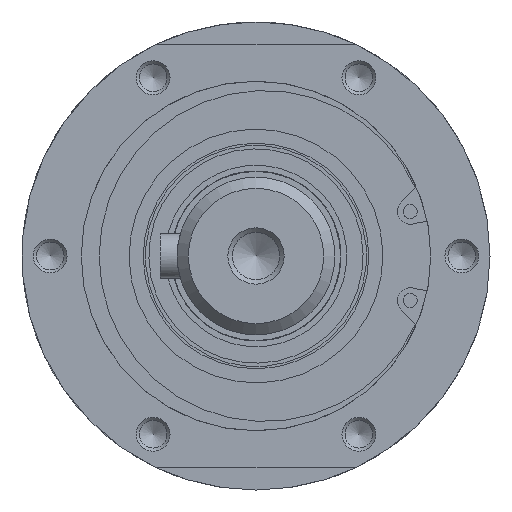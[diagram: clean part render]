
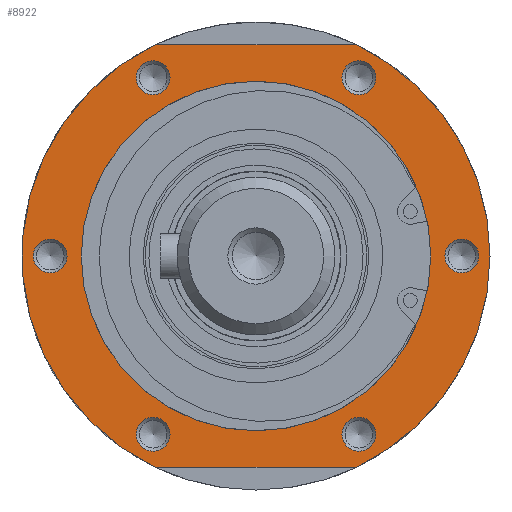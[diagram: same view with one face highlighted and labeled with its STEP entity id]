
A CAD part, left-side view. The second image highlights one B-rep face of the part: STEP entity #8922.
In plain terms, the highlighted planar face has unit normal (-1, 0, 0).
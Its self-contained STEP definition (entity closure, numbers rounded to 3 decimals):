
#183=FACE_BOUND('',#1094,.T.);
#184=FACE_BOUND('',#1095,.T.);
#185=FACE_BOUND('',#1096,.T.);
#186=FACE_BOUND('',#1097,.T.);
#187=FACE_BOUND('',#1098,.T.);
#188=FACE_BOUND('',#1099,.T.);
#189=FACE_BOUND('',#1100,.T.);
#231=PLANE('',#9602);
#516=FACE_OUTER_BOUND('',#1093,.T.);
#1093=EDGE_LOOP('',(#5704,#5705,#5706,#5707,#5708));
#1094=EDGE_LOOP('',(#5709));
#1095=EDGE_LOOP('',(#5710));
#1096=EDGE_LOOP('',(#5711));
#1097=EDGE_LOOP('',(#5712,#5713));
#1098=EDGE_LOOP('',(#5714));
#1099=EDGE_LOOP('',(#5715));
#1100=EDGE_LOOP('',(#5716));
#1697=LINE('',#13957,#2233);
#1701=LINE('',#13968,#2237);
#2233=VECTOR('',#10881,10.);
#2237=VECTOR('',#10891,10.);
#2780=CIRCLE('',#9595,41.5);
#2781=CIRCLE('',#9596,41.5);
#2782=CIRCLE('',#9597,41.5);
#2783=CIRCLE('',#9599,3.);
#2786=CIRCLE('',#9603,3.);
#2787=CIRCLE('',#9604,3.);
#2788=CIRCLE('',#9605,3.);
#2789=CIRCLE('',#9606,31.);
#2790=CIRCLE('',#9607,31.);
#2791=CIRCLE('',#9608,3.);
#2792=CIRCLE('',#9609,3.);
#3457=VERTEX_POINT('',#13954);
#3458=VERTEX_POINT('',#13956);
#3461=VERTEX_POINT('',#13965);
#3462=VERTEX_POINT('',#13967);
#3465=VERTEX_POINT('',#13975);
#3466=VERTEX_POINT('',#13981);
#3469=VERTEX_POINT('',#13989);
#3470=VERTEX_POINT('',#13991);
#3471=VERTEX_POINT('',#13993);
#3472=VERTEX_POINT('',#13995);
#3473=VERTEX_POINT('',#13996);
#3474=VERTEX_POINT('',#13999);
#3475=VERTEX_POINT('',#14001);
#4343=EDGE_CURVE('',#3458,#3457,#1697,.T.);
#4348=EDGE_CURVE('',#3462,#3461,#1701,.T.);
#4353=EDGE_CURVE('',#3465,#3457,#2780,.T.);
#4354=EDGE_CURVE('',#3458,#3461,#2781,.T.);
#4355=EDGE_CURVE('',#3462,#3465,#2782,.T.);
#4356=EDGE_CURVE('',#3466,#3466,#2783,.T.);
#4360=EDGE_CURVE('',#3469,#3469,#2786,.T.);
#4361=EDGE_CURVE('',#3470,#3470,#2787,.T.);
#4362=EDGE_CURVE('',#3471,#3471,#2788,.T.);
#4363=EDGE_CURVE('',#3472,#3473,#2789,.T.);
#4364=EDGE_CURVE('',#3473,#3472,#2790,.T.);
#4365=EDGE_CURVE('',#3474,#3474,#2791,.T.);
#4366=EDGE_CURVE('',#3475,#3475,#2792,.T.);
#5704=ORIENTED_EDGE('',*,*,#4343,.T.);
#5705=ORIENTED_EDGE('',*,*,#4353,.F.);
#5706=ORIENTED_EDGE('',*,*,#4355,.F.);
#5707=ORIENTED_EDGE('',*,*,#4348,.T.);
#5708=ORIENTED_EDGE('',*,*,#4354,.F.);
#5709=ORIENTED_EDGE('',*,*,#4360,.F.);
#5710=ORIENTED_EDGE('',*,*,#4361,.F.);
#5711=ORIENTED_EDGE('',*,*,#4362,.F.);
#5712=ORIENTED_EDGE('',*,*,#4363,.T.);
#5713=ORIENTED_EDGE('',*,*,#4364,.T.);
#5714=ORIENTED_EDGE('',*,*,#4365,.F.);
#5715=ORIENTED_EDGE('',*,*,#4366,.F.);
#5716=ORIENTED_EDGE('',*,*,#4356,.F.);
#8922=ADVANCED_FACE('',(#516,#183,#184,#185,#186,#187,#188,#189),#231,.T.);
#9595=AXIS2_PLACEMENT_3D('',#13977,#10900,#10901);
#9596=AXIS2_PLACEMENT_3D('',#13978,#10902,#10903);
#9597=AXIS2_PLACEMENT_3D('',#13979,#10904,#10905);
#9599=AXIS2_PLACEMENT_3D('',#13982,#10908,#10909);
#9602=AXIS2_PLACEMENT_3D('',#13988,#10915,#10916);
#9603=AXIS2_PLACEMENT_3D('',#13990,#10917,#10918);
#9604=AXIS2_PLACEMENT_3D('',#13992,#10919,#10920);
#9605=AXIS2_PLACEMENT_3D('',#13994,#10921,#10922);
#9606=AXIS2_PLACEMENT_3D('',#13997,#10923,#10924);
#9607=AXIS2_PLACEMENT_3D('',#13998,#10925,#10926);
#9608=AXIS2_PLACEMENT_3D('',#14000,#10927,#10928);
#9609=AXIS2_PLACEMENT_3D('',#14002,#10929,#10930);
#10881=DIRECTION('',(0.,-1.,0.));
#10891=DIRECTION('',(0.,1.,0.));
#10900=DIRECTION('center_axis',(1.,0.,0.));
#10901=DIRECTION('ref_axis',(0.,1.,0.));
#10902=DIRECTION('center_axis',(1.,0.,0.));
#10903=DIRECTION('ref_axis',(0.,1.,0.));
#10904=DIRECTION('center_axis',(1.,0.,0.));
#10905=DIRECTION('ref_axis',(0.,1.,0.));
#10908=DIRECTION('center_axis',(-1.,0.,0.));
#10909=DIRECTION('ref_axis',(0.,0.866,0.5));
#10915=DIRECTION('center_axis',(-1.,0.,0.));
#10916=DIRECTION('ref_axis',(0.,0.,1.));
#10917=DIRECTION('center_axis',(-1.,0.,0.));
#10918=DIRECTION('ref_axis',(0.,0.,
1.));
#10919=DIRECTION('center_axis',(-1.,0.,0.));
#10920=DIRECTION('ref_axis',(0.,-0.866,0.5));
#10921=DIRECTION('center_axis',(-1.,0.,0.));
#10922=DIRECTION('ref_axis',(0.,-0.866,-0.5));
#10923=DIRECTION('center_axis',(1.,0.,0.));
#10924=DIRECTION('ref_axis',(0.,1.,0.));
#10925=DIRECTION('center_axis',(1.,0.,0.));
#10926=DIRECTION('ref_axis',(0.,1.,0.));
#10927=DIRECTION('center_axis',(-1.,0.,0.));
#10928=DIRECTION('ref_axis',(0.,0.,-1.));
#10929=DIRECTION('center_axis',(-1.,0.,0.));
#10930=DIRECTION('ref_axis',(0.,0.866,-0.5));
#13954=CARTESIAN_POINT('',(-214.5,-17.776,-37.5));
#13956=CARTESIAN_POINT('',(-214.5,17.776,-37.5));
#13957=CARTESIAN_POINT('',(-214.5,4.214,-37.5));
#13965=CARTESIAN_POINT('',(-214.5,17.776,37.5));
#13967=CARTESIAN_POINT('',(-214.5,-17.776,37.5));
#13968=CARTESIAN_POINT('',(-214.5,32.036,37.5));
#13975=CARTESIAN_POINT('',(-214.5,-41.5,0.));
#13977=CARTESIAN_POINT('Origin',(-214.5,0.,0.));
#13978=CARTESIAN_POINT('Origin',(-214.5,0.,0.));
#13979=CARTESIAN_POINT('Origin',(-214.5,0.,0.));
#13981=CARTESIAN_POINT('',(-214.5,-20.848,30.11));
#13982=CARTESIAN_POINT('Origin',(-214.5,-18.25,31.61));
#13988=CARTESIAN_POINT('Origin',(-214.5,36.25,0.));
#13989=CARTESIAN_POINT('',(-214.5,-36.5,-3.));
#13990=CARTESIAN_POINT('Origin',(-214.5,-36.5,0.));
#13991=CARTESIAN_POINT('',(-214.5,-15.652,-33.11));
#13992=CARTESIAN_POINT('Origin',(-214.5,-18.25,-31.61));
#13993=CARTESIAN_POINT('',(-214.5,20.848,-30.11));
#13994=CARTESIAN_POINT('Origin',(-214.5,18.25,-31.61));
#13995=CARTESIAN_POINT('',(-214.5,31.,0.));
#13996=CARTESIAN_POINT('',(-214.5,-31.,0.));
#13997=CARTESIAN_POINT('Origin',(-214.5,0.,0.));
#13998=CARTESIAN_POINT('Origin',(-214.5,0.,0.));
#13999=CARTESIAN_POINT('',(-214.5,36.5,3.));
#14000=CARTESIAN_POINT('Origin',(-214.5,36.5,0.));
#14001=CARTESIAN_POINT('',(-214.5,15.652,33.11));
#14002=CARTESIAN_POINT('Origin',(-214.5,18.25,31.61));
